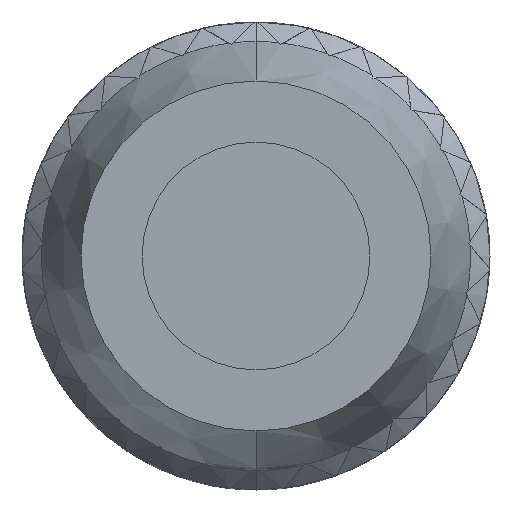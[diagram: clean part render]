
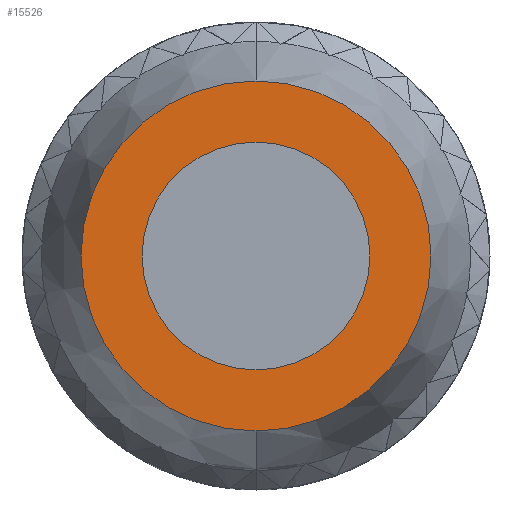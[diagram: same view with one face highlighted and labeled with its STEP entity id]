
A CAD part, front view. The second image highlights one B-rep face of the part: STEP entity #15526.
In plain terms, the highlighted planar face has unit normal (0, -1, 0).
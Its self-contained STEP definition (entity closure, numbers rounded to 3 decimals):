
#283 = EDGE_CURVE ( 'NONE', #3332, #7113, #6663, .T. ) ;
#549 = EDGE_LOOP ( 'NONE', ( #8008, #8366 ) ) ;
#1682 = AXIS2_PLACEMENT_3D ( 'NONE', #2204, #10700, #3425 ) ;
#2204 = CARTESIAN_POINT ( 'NONE',  ( 0., -40.8, 0. ) ) ;
#2342 = CIRCLE ( 'NONE', #5278, 4.3 ) ;
#2419 = CIRCLE ( 'NONE', #8596, 2.8 ) ;
#2455 = CARTESIAN_POINT ( 'NONE',  ( 0., -40.8, 2.8 ) ) ;
#3332 = VERTEX_POINT ( 'NONE', #13548 ) ;
#3371 = DIRECTION ( 'NONE',  ( 0., 0., 1. ) ) ;
#3425 = DIRECTION ( 'NONE',  ( 0., 0., -1. ) ) ;
#3840 = CARTESIAN_POINT ( 'NONE',  ( 0., -40.8, 4.3 ) ) ;
#4529 = DIRECTION ( 'NONE',  ( 0., 1., 0. ) ) ;
#4564 = EDGE_CURVE ( 'NONE', #7113, #3332, #2419, .T. ) ;
#5278 = AXIS2_PLACEMENT_3D ( 'NONE', #14510, #7216, #15751 ) ;
#6050 = AXIS2_PLACEMENT_3D ( 'NONE', #11806, #4529, #13015 ) ;
#6369 = CARTESIAN_POINT ( 'NONE',  ( 0., -40.8, 0. ) ) ;
#6663 = CIRCLE ( 'NONE', #1682, 2.8 ) ;
#6877 = EDGE_CURVE ( 'NONE', #14682, #11144, #10354, .T. ) ;
#6972 = DIRECTION ( 'NONE',  ( 0., 1., 0. ) ) ;
#7113 = VERTEX_POINT ( 'NONE', #2455 ) ;
#7216 = DIRECTION ( 'NONE',  ( 0., 1., 0. ) ) ;
#7585 = DIRECTION ( 'NONE',  ( 0., 0., -1. ) ) ;
#8008 = ORIENTED_EDGE ( 'NONE', *, *, #14973, .F. ) ;
#8366 = ORIENTED_EDGE ( 'NONE', *, *, #6877, .F. ) ;
#8596 = AXIS2_PLACEMENT_3D ( 'NONE', #6369, #14874, #7585 ) ;
#8752 = AXIS2_PLACEMENT_3D ( 'NONE', #9449, #6972, #3371 ) ;
#9030 = EDGE_LOOP ( 'NONE', ( #15142, #9318 ) ) ;
#9318 = ORIENTED_EDGE ( 'NONE', *, *, #4564, .F. ) ;
#9449 = CARTESIAN_POINT ( 'NONE',  ( 0., -40.8, 0. ) ) ;
#10329 = FACE_OUTER_BOUND ( 'NONE', #549, .T. ) ;
#10354 = CIRCLE ( 'NONE', #6050, 4.3 ) ;
#10374 = CARTESIAN_POINT ( 'NONE',  ( 0., -40.8, -4.3 ) ) ;
#10653 = PLANE ( 'NONE',  #8752 ) ;
#10700 = DIRECTION ( 'NONE',  ( 0., -1., 0. ) ) ;
#11113 = FACE_BOUND ( 'NONE', #9030, .T. ) ;
#11144 = VERTEX_POINT ( 'NONE', #3840 ) ;
#11806 = CARTESIAN_POINT ( 'NONE',  ( 0., -40.8, 0. ) ) ;
#13015 = DIRECTION ( 'NONE',  ( 0., 0., 1. ) ) ;
#13548 = CARTESIAN_POINT ( 'NONE',  ( 0., -40.8, -2.8 ) ) ;
#14510 = CARTESIAN_POINT ( 'NONE',  ( 0., -40.8, 0. ) ) ;
#14682 = VERTEX_POINT ( 'NONE', #10374 ) ;
#14874 = DIRECTION ( 'NONE',  ( 0., -1., 0. ) ) ;
#14973 = EDGE_CURVE ( 'NONE', #11144, #14682, #2342, .T. ) ;
#15142 = ORIENTED_EDGE ( 'NONE', *, *, #283, .F. ) ;
#15526 = ADVANCED_FACE ( 'NONE', ( #10329, #11113 ), #10653, .F. ) ;
#15751 = DIRECTION ( 'NONE',  ( 0., 0., 1. ) ) ;
